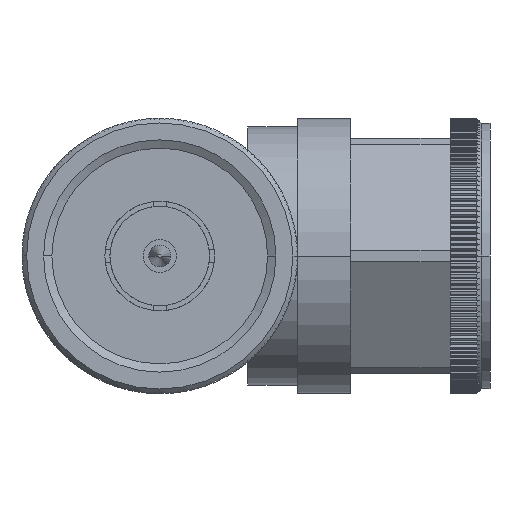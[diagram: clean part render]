
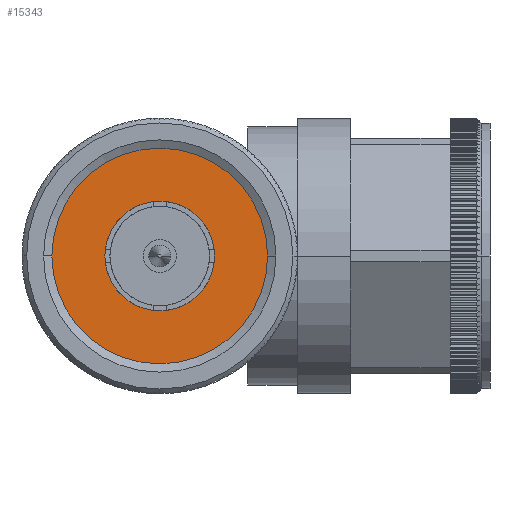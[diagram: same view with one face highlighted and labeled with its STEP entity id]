
A CAD part, left-side view. The second image highlights one B-rep face of the part: STEP entity #15343.
In plain terms, the highlighted face is planar.
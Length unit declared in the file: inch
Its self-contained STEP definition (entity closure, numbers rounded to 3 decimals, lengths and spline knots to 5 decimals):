
#285 = ORIENTED_EDGE ( 'NONE', *, *, #13998, .T. ) ;
#1569 = DIRECTION ( 'NONE',  ( 0., 0., -1. ) ) ;
#4000 = DIRECTION ( 'NONE',  ( 1., 0., 0. ) ) ;
#8037 = PLANE ( 'NONE',  #42982 ) ;
#8055 = VERTEX_POINT ( 'NONE', #24333 ) ;
#9154 = AXIS2_PLACEMENT_3D ( 'NONE', #25405, #41933, #1569 ) ;
#10212 = EDGE_CURVE ( 'NONE', #24468, #8055, #44566, .T. ) ;
#10232 = EDGE_LOOP ( 'NONE', ( #36844, #285 ) ) ;
#10443 = DIRECTION ( 'NONE',  ( 1., 0., 0. ) ) ;
#13280 = ORIENTED_EDGE ( 'NONE', *, *, #37207, .F. ) ;
#13974 = VERTEX_POINT ( 'NONE', #46969 ) ;
#13998 = EDGE_CURVE ( 'NONE', #8055, #24468, #21430, .T. ) ;
#15147 = VERTEX_POINT ( 'NONE', #27250 ) ;
#15343 = ADVANCED_FACE ( 'NONE', ( #40132, #43515 ), #8037, .T. ) ;
#18048 = EDGE_CURVE ( 'NONE', #13974, #15147, #36233, .T. ) ;
#21430 = CIRCLE ( 'NONE', #30504, 0.35 ) ;
#23061 = AXIS2_PLACEMENT_3D ( 'NONE', #35547, #48015, #23929 ) ;
#23929 = DIRECTION ( 'NONE',  ( 0., 0., -1. ) ) ;
#24333 = CARTESIAN_POINT ( 'NONE',  ( 0.90448, 0., 0.35 ) ) ;
#24468 = VERTEX_POINT ( 'NONE', #39031 ) ;
#25405 = CARTESIAN_POINT ( 'NONE',  ( 0.90448, 0., 0. ) ) ;
#25856 = ORIENTED_EDGE ( 'NONE', *, *, #18048, .F. ) ;
#26945 = EDGE_LOOP ( 'NONE', ( #25856, #13280 ) ) ;
#27250 = CARTESIAN_POINT ( 'NONE',  ( 0.90448, 0., -0.165 ) ) ;
#30441 = DIRECTION ( 'NONE',  ( 0., 0., -1. ) ) ;
#30504 = AXIS2_PLACEMENT_3D ( 'NONE', #38640, #10443, #38390 ) ;
#32600 = CARTESIAN_POINT ( 'NONE',  ( 0.90448, 0., 0.35 ) ) ;
#35547 = CARTESIAN_POINT ( 'NONE',  ( 0.90448, 0., 0. ) ) ;
#35864 = CARTESIAN_POINT ( 'NONE',  ( 0.90448, 0., 0. ) ) ;
#36233 = CIRCLE ( 'NONE', #47884, 0.165 ) ;
#36844 = ORIENTED_EDGE ( 'NONE', *, *, #10212, .T. ) ;
#37207 = EDGE_CURVE ( 'NONE', #15147, #13974, #50510, .T. ) ;
#38390 = DIRECTION ( 'NONE',  ( 0., 0., -1. ) ) ;
#38640 = CARTESIAN_POINT ( 'NONE',  ( 0.90448, 0., 0. ) ) ;
#39031 = CARTESIAN_POINT ( 'NONE',  ( 0.90448, 0., -0.35 ) ) ;
#40132 = FACE_BOUND ( 'NONE', #26945, .T. ) ;
#41933 = DIRECTION ( 'NONE',  ( 1., 0., 0. ) ) ;
#42982 = AXIS2_PLACEMENT_3D ( 'NONE', #32600, #50131, #30441 ) ;
#43515 = FACE_OUTER_BOUND ( 'NONE', #10232, .T. ) ;
#44566 = CIRCLE ( 'NONE', #23061, 0.35 ) ;
#46969 = CARTESIAN_POINT ( 'NONE',  ( 0.90448, 0., 0.165 ) ) ;
#47884 = AXIS2_PLACEMENT_3D ( 'NONE', #35864, #4000, #51124 ) ;
#48015 = DIRECTION ( 'NONE',  ( 1., 0., 0. ) ) ;
#50131 = DIRECTION ( 'NONE',  ( 1., 0., 0. ) ) ;
#50510 = CIRCLE ( 'NONE', #9154, 0.165 ) ;
#51124 = DIRECTION ( 'NONE',  ( 0., 0., -1. ) ) ;
